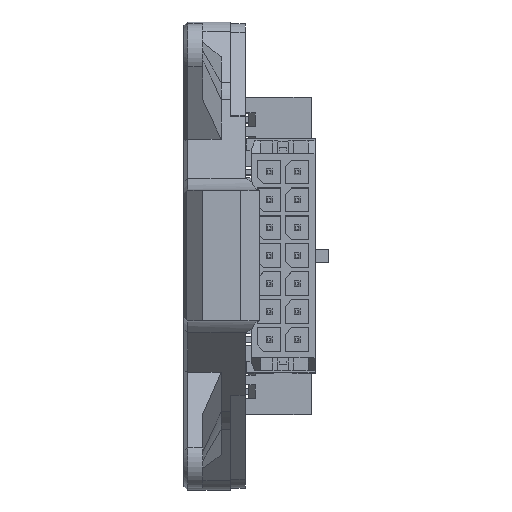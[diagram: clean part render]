
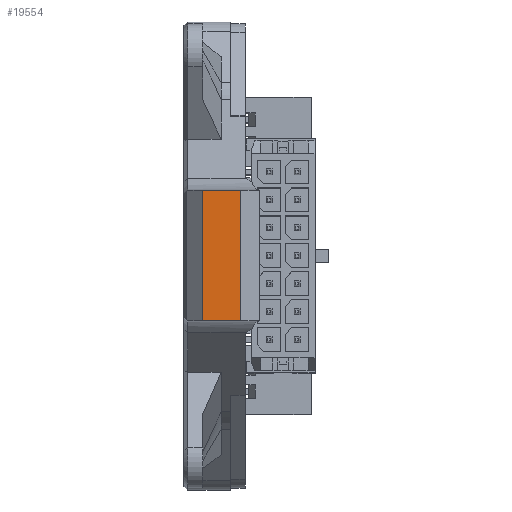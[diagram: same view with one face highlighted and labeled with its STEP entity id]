
A CAD part, top view. The second image highlights one B-rep face of the part: STEP entity #19554.
In plain terms, the highlighted face is planar.
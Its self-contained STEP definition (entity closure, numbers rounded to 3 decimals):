
#1597=FACE_OUTER_BOUND('',#2762,.T.);
#2762=EDGE_LOOP('',(#17353,#17354,#17355,#17356));
#5113=LINE('',#31091,#7561);
#5117=LINE('',#31101,#7565);
#5123=LINE('',#31113,#7571);
#5125=LINE('',#31116,#7573);
#7561=VECTOR('',#25608,10.);
#7565=VECTOR('',#25618,10.);
#7571=VECTOR('',#25626,10.);
#7573=VECTOR('',#25630,10.);
#9295=VERTEX_POINT('',#31084);
#9298=VERTEX_POINT('',#31089);
#9301=VERTEX_POINT('',#31100);
#9306=VERTEX_POINT('',#31112);
#11902=EDGE_CURVE('',#9298,#9295,#5113,.T.);
#11907=EDGE_CURVE('',#9295,#9301,#5117,.T.);
#11913=EDGE_CURVE('',#9301,#9306,#5123,.T.);
#11915=EDGE_CURVE('',#9298,#9306,#5125,.T.);
#17353=ORIENTED_EDGE('',*,*,#11902,.F.);
#17354=ORIENTED_EDGE('',*,*,#11915,.T.);
#17355=ORIENTED_EDGE('',*,*,#11913,.F.);
#17356=ORIENTED_EDGE('',*,*,#11907,.F.);
#18288=PLANE('',#20887);
#19554=ADVANCED_FACE('',(#1597),#18288,.T.);
#20887=AXIS2_PLACEMENT_3D('',#31345,#25897,#25898);
#25608=DIRECTION('',(-1.,0.,0.));
#25618=DIRECTION('',(0.,0.,-1.));
#25626=DIRECTION('',(1.,0.,0.));
#25630=DIRECTION('',(0.,0.,-1.));
#25897=DIRECTION('center_axis',(0.,1.,0.));
#25898=DIRECTION('ref_axis',(1.,0.,0.));
#31084=CARTESIAN_POINT('',(-7.,31.2,1.1));
#31089=CARTESIAN_POINT('',(7.,31.2,1.1));
#31091=CARTESIAN_POINT('',(-3.5,31.2,1.1));
#31100=CARTESIAN_POINT('',(-7.,31.2,-3.));
#31101=CARTESIAN_POINT('',(-7.,31.2,0.));
#31112=CARTESIAN_POINT('',(7.,31.2,-3.));
#31113=CARTESIAN_POINT('',(-3.5,31.2,-3.));
#31116=CARTESIAN_POINT('',(7.,31.2,0.));
#31345=CARTESIAN_POINT('Origin',(-7.,31.2,0.));
